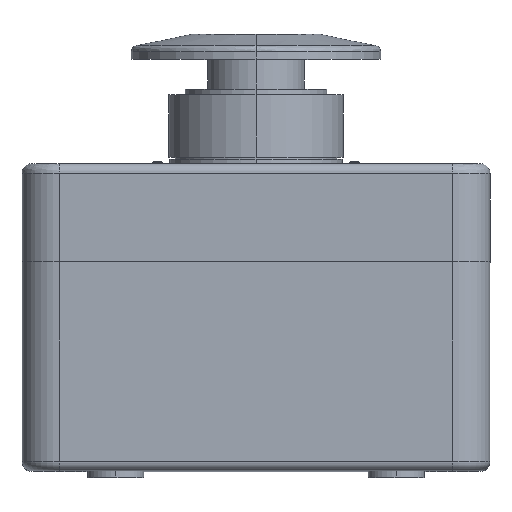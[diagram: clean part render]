
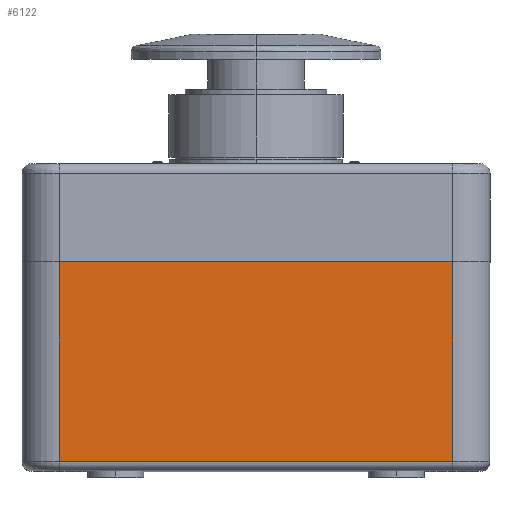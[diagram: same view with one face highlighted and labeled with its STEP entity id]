
A CAD part, top view. The second image highlights one B-rep face of the part: STEP entity #6122.
In plain terms, the highlighted face is planar.
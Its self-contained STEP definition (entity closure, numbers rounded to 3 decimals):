
#360 = VERTEX_POINT ( 'NONE', #3564 ) ;
#790 = DIRECTION ( 'NONE',  ( 0., 1., 0. ) ) ;
#921 = ORIENTED_EDGE ( 'NONE', *, *, #2759, .T. ) ;
#1043 = CARTESIAN_POINT ( 'NONE',  ( 35., 69., -18.25 ) ) ;
#1174 = DIRECTION ( 'NONE',  ( 0., 0., -1. ) ) ;
#1332 = DIRECTION ( 'NONE',  ( 0., -1., 0. ) ) ;
#1858 = ORIENTED_EDGE ( 'NONE', *, *, #4149, .F. ) ;
#2323 = CARTESIAN_POINT ( 'NONE',  ( 35., 69., -16.75 ) ) ;
#2718 = CARTESIAN_POINT ( 'NONE',  ( 35., 6., -18.25 ) ) ;
#2759 = EDGE_CURVE ( 'NONE', #10547, #3101, #6615, .T. ) ;
#2874 = VERTEX_POINT ( 'NONE', #6935 ) ;
#2924 = CARTESIAN_POINT ( 'NONE',  ( 35., 75., 15.25 ) ) ;
#3101 = VERTEX_POINT ( 'NONE', #2323 ) ;
#3225 = CARTESIAN_POINT ( 'NONE',  ( 35., 6., -16.75 ) ) ;
#3564 = CARTESIAN_POINT ( 'NONE',  ( 35., 6., 15.25 ) ) ;
#3575 = FACE_OUTER_BOUND ( 'NONE', #4229, .T. ) ;
#3696 = EDGE_CURVE ( 'NONE', #360, #10547, #9415, .T. ) ;
#4149 = EDGE_CURVE ( 'NONE', #2874, #3101, #4874, .T. ) ;
#4229 = EDGE_LOOP ( 'NONE', ( #9981, #921, #1858, #4414 ) ) ;
#4414 = ORIENTED_EDGE ( 'NONE', *, *, #10125, .T. ) ;
#4477 = CARTESIAN_POINT ( 'NONE',  ( 35., 75., -18.25 ) ) ;
#4874 = LINE ( 'NONE', #1043, #7954 ) ;
#6122 = ADVANCED_FACE ( 'NONE', ( #3575 ), #6842, .T. ) ;
#6615 = LINE ( 'NONE', #8101, #6749 ) ;
#6749 = VECTOR ( 'NONE', #790, 1000. ) ;
#6814 = AXIS2_PLACEMENT_3D ( 'NONE', #4477, #7693, #1174 ) ;
#6842 = PLANE ( 'NONE',  #6814 ) ;
#6843 = DIRECTION ( 'NONE',  ( 0., 0., -1. ) ) ;
#6935 = CARTESIAN_POINT ( 'NONE',  ( 35., 69., 15.25 ) ) ;
#7693 = DIRECTION ( 'NONE',  ( 1., 0., 0. ) ) ;
#7954 = VECTOR ( 'NONE', #8138, 1000. ) ;
#8101 = CARTESIAN_POINT ( 'NONE',  ( 35., 69., -16.75 ) ) ;
#8138 = DIRECTION ( 'NONE',  ( 0., 0., -1. ) ) ;
#8471 = VECTOR ( 'NONE', #6843, 1000. ) ;
#9415 = LINE ( 'NONE', #2718, #8471 ) ;
#9623 = LINE ( 'NONE', #2924, #10084 ) ;
#9981 = ORIENTED_EDGE ( 'NONE', *, *, #3696, .T. ) ;
#10084 = VECTOR ( 'NONE', #1332, 1000. ) ;
#10125 = EDGE_CURVE ( 'NONE', #2874, #360, #9623, .T. ) ;
#10547 = VERTEX_POINT ( 'NONE', #3225 ) ;
